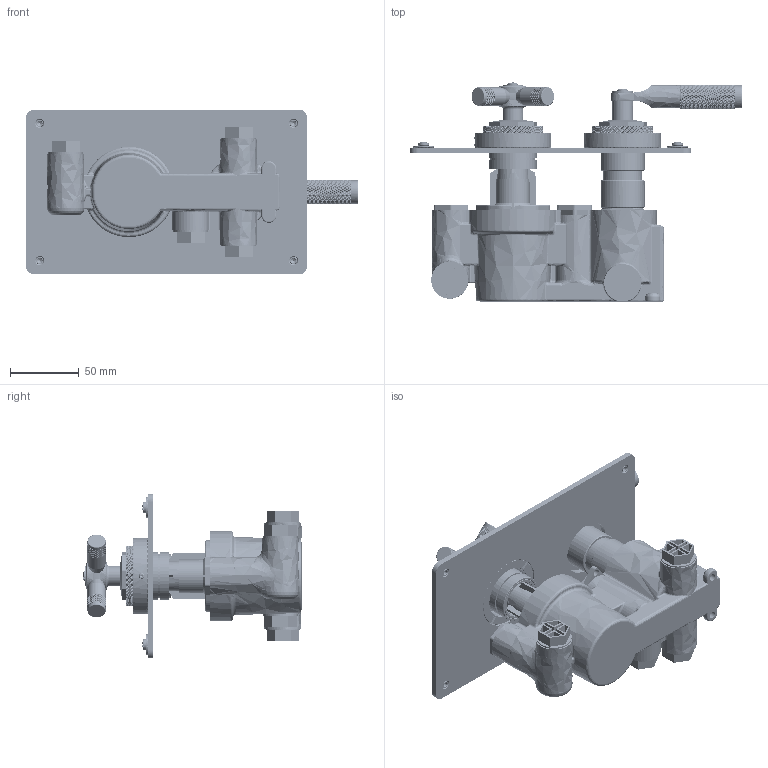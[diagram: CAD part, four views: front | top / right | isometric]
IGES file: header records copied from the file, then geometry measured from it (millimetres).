
Global section: file name: V711-TLK; native system: Autodesk Inventor 2018; preprocessor: unknown; author: adaniels; date: 20171003.112029; units: millimetre
Bounding box: 242 x 159.65 x 120 mm (x, y, z)
Volume: 555420.8 mm3; surface area: 342923.9 mm2
Topology: 88 solids, 93 shells, 23555 faces, 52192 edges, 28996 vertices
Faces by surface type: bspline 23555
